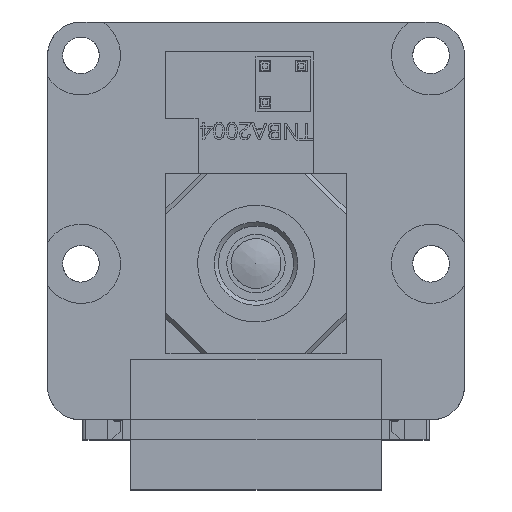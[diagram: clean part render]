
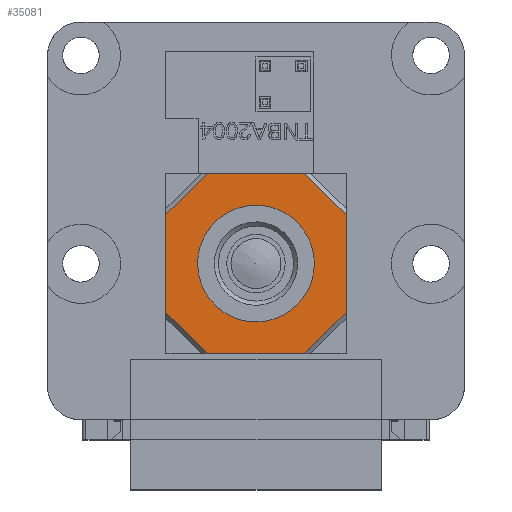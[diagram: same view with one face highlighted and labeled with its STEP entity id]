
A CAD part, top view. The second image highlights one B-rep face of the part: STEP entity #35081.
In plain terms, the highlighted free-form (B-spline) face has degree [1, 1] with [2, 2] control points.
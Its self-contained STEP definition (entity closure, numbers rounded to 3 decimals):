
#34740 = VERTEX_POINT('',#34741);
#34741 = CARTESIAN_POINT('',(6.255,-3.388,
    4.923));
#34746 = EDGE_CURVE('',#34740,#34747,#34749,.T.);
#34747 = VERTEX_POINT('',#34748);
#34748 = CARTESIAN_POINT('',(3.388,-6.255,
    4.923));
#34749 = B_SPLINE_CURVE_WITH_KNOTS('',1,(#34750,#34751),.UNSPECIFIED.,
  .F.,.F.,(2,2),(-2.5,1.),.PIECEWISE_BEZIER_KNOTS.);
#34750 = CARTESIAN_POINT('',(6.255,-3.388,
    4.923));
#34751 = CARTESIAN_POINT('',(3.388,-6.255,
    4.923));
#34774 = EDGE_CURVE('',#34775,#34747,#34777,.T.);
#34775 = VERTEX_POINT('',#34776);
#34776 = CARTESIAN_POINT('',(-3.388,-6.255,
    4.923));
#34777 = B_SPLINE_CURVE_WITH_KNOTS('',1,(#34778,#34779),.UNSPECIFIED.,
  .F.,.F.,(2,2),(2.475,8.325),
  .PIECEWISE_BEZIER_KNOTS.);
#34778 = CARTESIAN_POINT('',(-3.388,-6.255,
    4.923));
#34779 = CARTESIAN_POINT('',(3.388,-6.255,
    4.923));
#34830 = EDGE_CURVE('',#34775,#34831,#34833,.T.);
#34831 = VERTEX_POINT('',#34832);
#34832 = CARTESIAN_POINT('',(-6.255,-3.388,
    4.923));
#34833 = B_SPLINE_CURVE_WITH_KNOTS('',1,(#34834,#34835),.UNSPECIFIED.,
  .F.,.F.,(2,2),(-2.5,1.),.PIECEWISE_BEZIER_KNOTS.);
#34834 = CARTESIAN_POINT('',(-3.388,-6.255,
    4.923));
#34835 = CARTESIAN_POINT('',(-6.255,-3.388,
    4.923));
#34860 = VERTEX_POINT('',#34861);
#34861 = CARTESIAN_POINT('',(-6.255,3.388,
    4.923));
#34866 = EDGE_CURVE('',#34860,#34867,#34869,.T.);
#34867 = VERTEX_POINT('',#34868);
#34868 = CARTESIAN_POINT('',(-3.388,6.255,
    4.923));
#34869 = B_SPLINE_CURVE_WITH_KNOTS('',1,(#34870,#34871),.UNSPECIFIED.,
  .F.,.F.,(2,2),(-2.5,1.),.PIECEWISE_BEZIER_KNOTS.);
#34870 = CARTESIAN_POINT('',(-6.255,3.388,
    4.923));
#34871 = CARTESIAN_POINT('',(-3.388,6.255,
    4.923));
#34894 = EDGE_CURVE('',#34895,#34867,#34897,.T.);
#34895 = VERTEX_POINT('',#34896);
#34896 = CARTESIAN_POINT('',(3.388,6.255,
    4.923));
#34897 = B_SPLINE_CURVE_WITH_KNOTS('',1,(#34898,#34899),.UNSPECIFIED.,
  .F.,.F.,(2,2),(2.475,8.325),
  .PIECEWISE_BEZIER_KNOTS.);
#34898 = CARTESIAN_POINT('',(3.388,6.255,
    4.923));
#34899 = CARTESIAN_POINT('',(-3.388,6.255,
    4.923));
#34950 = EDGE_CURVE('',#34895,#34951,#34953,.T.);
#34951 = VERTEX_POINT('',#34952);
#34952 = CARTESIAN_POINT('',(6.255,3.388,
    4.923));
#34953 = B_SPLINE_CURVE_WITH_KNOTS('',1,(#34954,#34955),.UNSPECIFIED.,
  .F.,.F.,(2,2),(-2.5,1.),.PIECEWISE_BEZIER_KNOTS.);
#34954 = CARTESIAN_POINT('',(3.388,6.255,
    4.923));
#34955 = CARTESIAN_POINT('',(6.255,3.388,
    4.923));
#35048 = EDGE_CURVE('',#34740,#34951,#35049,.T.);
#35049 = B_SPLINE_CURVE_WITH_KNOTS('',1,(#35050,#35051),.UNSPECIFIED.,
  .F.,.F.,(2,2),(2.475,8.325),
  .PIECEWISE_BEZIER_KNOTS.);
#35050 = CARTESIAN_POINT('',(6.255,-3.388,
    4.923));
#35051 = CARTESIAN_POINT('',(6.255,3.388,
    4.923));
#35062 = EDGE_CURVE('',#34860,#34831,#35063,.T.);
#35063 = B_SPLINE_CURVE_WITH_KNOTS('',1,(#35064,#35065),.UNSPECIFIED.,
  .F.,.F.,(2,2),(2.475,8.325),
  .PIECEWISE_BEZIER_KNOTS.);
#35064 = CARTESIAN_POINT('',(-6.255,3.388,
    4.923));
#35065 = CARTESIAN_POINT('',(-6.255,-3.388,
    4.923));
#35081 = ADVANCED_FACE('',(#35082),#35092,.T.);
#35082 = FACE_BOUND('',#35083,.T.);
#35083 = EDGE_LOOP('',(#35084,#35085,#35086,#35087,#35088,#35089,#35090,
    #35091));
#35084 = ORIENTED_EDGE('',*,*,#34746,.F.);
#35085 = ORIENTED_EDGE('',*,*,#35048,.T.);
#35086 = ORIENTED_EDGE('',*,*,#34950,.F.);
#35087 = ORIENTED_EDGE('',*,*,#34894,.T.);
#35088 = ORIENTED_EDGE('',*,*,#34866,.F.);
#35089 = ORIENTED_EDGE('',*,*,#35062,.T.);
#35090 = ORIENTED_EDGE('',*,*,#34830,.F.);
#35091 = ORIENTED_EDGE('',*,*,#34774,.T.);
#35092 = B_SPLINE_SURFACE_WITH_KNOTS('',1,1,(
    (#35093,#35094)
    ,(#35095,#35096
    )),.UNSPECIFIED.,.F.,.F.,.F.,(2,2),(2,2),(-5.4,5.4),(-5.4,5.4),
  .PIECEWISE_BEZIER_KNOTS.);
#35093 = CARTESIAN_POINT('',(-6.255,-6.255,
    4.923));
#35094 = CARTESIAN_POINT('',(-6.255,6.255,
    4.923));
#35095 = CARTESIAN_POINT('',(6.255,-6.255,
    4.923));
#35096 = CARTESIAN_POINT('',(6.255,6.255,
    4.923));
